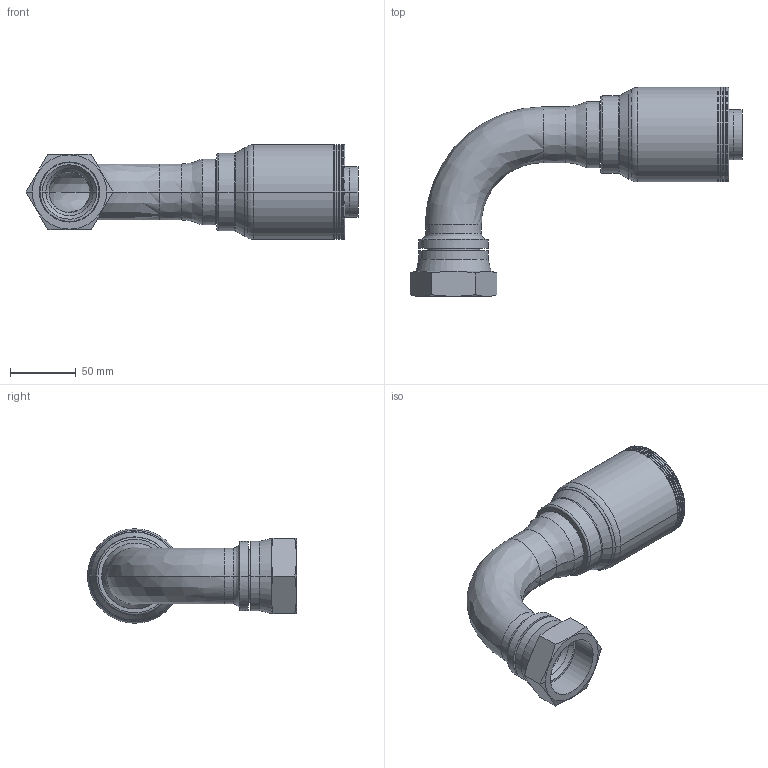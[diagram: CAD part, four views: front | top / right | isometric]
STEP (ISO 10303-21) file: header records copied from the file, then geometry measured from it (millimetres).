
FILE_DESCRIPTION((''),'2;1');
FILE_NAME('4SA24FJB24','2018-10-31T',('E5251691'),('Eaton Hydraulics Inc.'),'PRO/ENGINEER BY PARAMETRIC TECHNOLOGY CORPORATION, 2010280','PRO/ENGINEER BY PARAMETRIC TECHNOLOGY CORPORATION, 2010280','');
FILE_SCHEMA(('CONFIG_CONTROL_DESIGN'));
Length unit declared in the file: inch
Products named in the file (5): 1F40461-2424_090_104; 210204-24S_CRIMP; FF91157-24_AF7; 4S24_CRIMP; 4SA24FJB24
Assembly tree (4 placements, depth 2):
  4SA24FJB24
    1F40461-2424_090_104
    210204-24S_CRIMP
    FF91157-24_AF7
    4S24_CRIMP
Bounding box: 251.85 x 158.55 x 71.7 mm (x, y, z)
Volume: 292242.5 mm3; surface area: 128537.3 mm2
Topology: 4 solids, 4 shells, 188 faces, 380 edges, 208 vertices
Faces by surface type: bspline 60, cylinder 52, cone 36, plane 22, torus 18
Entity records: 8193 total; most frequent: CARTESIAN_POINT 4397, ORIENTED_EDGE 760, DIRECTION 732, EDGE_CURVE 380, AXIS2_PLACEMENT_3D 297, VERTEX_POINT 208, EDGE_LOOP 204, FACE_OUTER_BOUND 188
